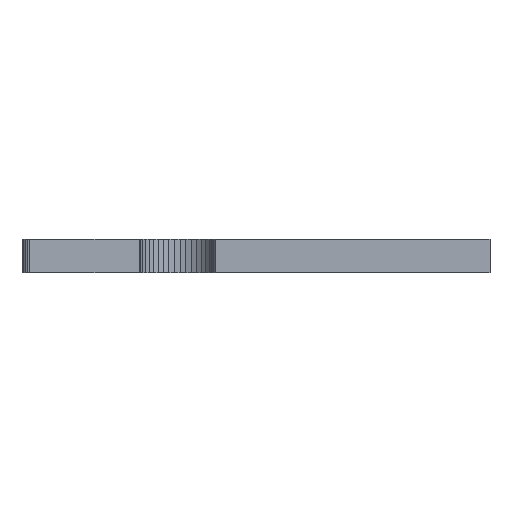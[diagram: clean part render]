
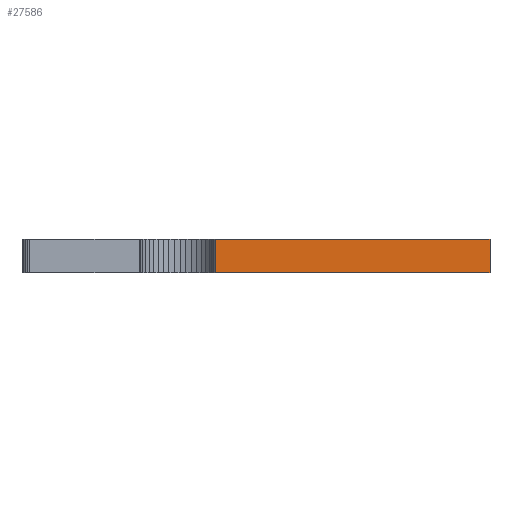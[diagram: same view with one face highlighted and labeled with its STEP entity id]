
A CAD part, left-side view. The second image highlights one B-rep face of the part: STEP entity #27586.
In plain terms, the highlighted planar face has unit normal (-1, 0, 0).
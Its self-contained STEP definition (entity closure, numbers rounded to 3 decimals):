
#83 = PLANE('',#84);
#84 = AXIS2_PLACEMENT_3D('',#85,#86,#87);
#85 = CARTESIAN_POINT('',(22.863,4.909,1.6));
#86 = DIRECTION('',(-0.,-0.,-1.));
#87 = DIRECTION('',(-1.,0.,0.));
#137 = PLANE('',#138);
#138 = AXIS2_PLACEMENT_3D('',#139,#140,#141);
#139 = CARTESIAN_POINT('',(22.863,4.909,0.));
#140 = DIRECTION('',(-0.,-0.,-1.));
#141 = DIRECTION('',(-1.,0.,0.));
#2430 = VERTEX_POINT('',#2431);
#2431 = CARTESIAN_POINT('',(13.198,-6.901,0.));
#2445 = PLANE('',#2446);
#2446 = AXIS2_PLACEMENT_3D('',#2447,#2448,#2449);
#2447 = CARTESIAN_POINT('',(21.392,-6.901,0.));
#2448 = DIRECTION('',(0.,-1.,0.));
#2449 = DIRECTION('',(-1.,0.,0.));
#2457 = EDGE_CURVE('',#2430,#2458,#2460,.T.);
#2458 = VERTEX_POINT('',#2459);
#2459 = CARTESIAN_POINT('',(13.198,6.35,0.));
#2460 = SURFACE_CURVE('',#2461,(#2465,#2472),.PCURVE_S1.);
#2461 = LINE('',#2462,#2463);
#2462 = CARTESIAN_POINT('',(13.198,-6.901,0.));
#2463 = VECTOR('',#2464,1.);
#2464 = DIRECTION('',(0.,1.,0.));
#2465 = PCURVE('',#137,#2466);
#2466 = DEFINITIONAL_REPRESENTATION('',(#2467),#2471);
#2467 = LINE('',#2468,#2469);
#2468 = CARTESIAN_POINT('',(9.665,-11.809));
#2469 = VECTOR('',#2470,1.);
#2470 = DIRECTION('',(0.,1.));
#2471 = ( GEOMETRIC_REPRESENTATION_CONTEXT(2) 
PARAMETRIC_REPRESENTATION_CONTEXT() REPRESENTATION_CONTEXT('2D SPACE',''
  ) );
#2472 = PCURVE('',#2473,#2478);
#2473 = PLANE('',#2474);
#2474 = AXIS2_PLACEMENT_3D('',#2475,#2476,#2477);
#2475 = CARTESIAN_POINT('',(13.198,-6.901,0.));
#2476 = DIRECTION('',(-1.,0.,0.));
#2477 = DIRECTION('',(0.,1.,0.));
#2478 = DEFINITIONAL_REPRESENTATION('',(#2479),#2483);
#2479 = LINE('',#2480,#2481);
#2480 = CARTESIAN_POINT('',(0.,0.));
#2481 = VECTOR('',#2482,1.);
#2482 = DIRECTION('',(1.,0.));
#2483 = ( GEOMETRIC_REPRESENTATION_CONTEXT(2) 
PARAMETRIC_REPRESENTATION_CONTEXT() REPRESENTATION_CONTEXT('2D SPACE',''
  ) );
#2501 = PLANE('',#2502);
#2502 = AXIS2_PLACEMENT_3D('',#2503,#2504,#2505);
#2503 = CARTESIAN_POINT('',(13.198,6.35,0.));
#2504 = DIRECTION('',(-0.075,0.997,0.));
#2505 = DIRECTION('',(0.997,0.075,0.));
#16197 = VERTEX_POINT('',#16198);
#16198 = CARTESIAN_POINT('',(13.198,-6.901,1.6));
#16219 = EDGE_CURVE('',#16197,#16220,#16222,.T.);
#16220 = VERTEX_POINT('',#16221);
#16221 = CARTESIAN_POINT('',(13.198,6.35,1.6));
#16222 = SURFACE_CURVE('',#16223,(#16227,#16234),.PCURVE_S1.);
#16223 = LINE('',#16224,#16225);
#16224 = CARTESIAN_POINT('',(13.198,-6.901,1.6));
#16225 = VECTOR('',#16226,1.);
#16226 = DIRECTION('',(0.,1.,0.));
#16227 = PCURVE('',#83,#16228);
#16228 = DEFINITIONAL_REPRESENTATION('',(#16229),#16233);
#16229 = LINE('',#16230,#16231);
#16230 = CARTESIAN_POINT('',(9.665,-11.809));
#16231 = VECTOR('',#16232,1.);
#16232 = DIRECTION('',(0.,1.));
#16233 = ( GEOMETRIC_REPRESENTATION_CONTEXT(2) 
PARAMETRIC_REPRESENTATION_CONTEXT() REPRESENTATION_CONTEXT('2D SPACE',''
  ) );
#16234 = PCURVE('',#2473,#16235);
#16235 = DEFINITIONAL_REPRESENTATION('',(#16236),#16240);
#16236 = LINE('',#16237,#16238);
#16237 = CARTESIAN_POINT('',(0.,-1.6));
#16238 = VECTOR('',#16239,1.);
#16239 = DIRECTION('',(1.,0.));
#16240 = ( GEOMETRIC_REPRESENTATION_CONTEXT(2) 
PARAMETRIC_REPRESENTATION_CONTEXT() REPRESENTATION_CONTEXT('2D SPACE',''
  ) );
#27536 = EDGE_CURVE('',#2458,#16220,#27537,.T.);
#27537 = SURFACE_CURVE('',#27538,(#27542,#27549),.PCURVE_S1.);
#27538 = LINE('',#27539,#27540);
#27539 = CARTESIAN_POINT('',(13.198,6.35,0.));
#27540 = VECTOR('',#27541,1.);
#27541 = DIRECTION('',(0.,0.,1.));
#27542 = PCURVE('',#2501,#27543);
#27543 = DEFINITIONAL_REPRESENTATION('',(#27544),#27548);
#27544 = LINE('',#27545,#27546);
#27545 = CARTESIAN_POINT('',(0.,0.));
#27546 = VECTOR('',#27547,1.);
#27547 = DIRECTION('',(0.,-1.));
#27548 = ( GEOMETRIC_REPRESENTATION_CONTEXT(2) 
PARAMETRIC_REPRESENTATION_CONTEXT() REPRESENTATION_CONTEXT('2D SPACE',''
  ) );
#27549 = PCURVE('',#2473,#27550);
#27550 = DEFINITIONAL_REPRESENTATION('',(#27551),#27555);
#27551 = LINE('',#27552,#27553);
#27552 = CARTESIAN_POINT('',(13.25,0.));
#27553 = VECTOR('',#27554,1.);
#27554 = DIRECTION('',(0.,-1.));
#27555 = ( GEOMETRIC_REPRESENTATION_CONTEXT(2) 
PARAMETRIC_REPRESENTATION_CONTEXT() REPRESENTATION_CONTEXT('2D SPACE',''
  ) );
#27586 = ADVANCED_FACE('',(#27587),#2473,.T.);
#27587 = FACE_BOUND('',#27588,.T.);
#27588 = EDGE_LOOP('',(#27589,#27610,#27611,#27612));
#27589 = ORIENTED_EDGE('',*,*,#27590,.T.);
#27590 = EDGE_CURVE('',#2430,#16197,#27591,.T.);
#27591 = SURFACE_CURVE('',#27592,(#27596,#27603),.PCURVE_S1.);
#27592 = LINE('',#27593,#27594);
#27593 = CARTESIAN_POINT('',(13.198,-6.901,0.));
#27594 = VECTOR('',#27595,1.);
#27595 = DIRECTION('',(0.,0.,1.));
#27596 = PCURVE('',#2473,#27597);
#27597 = DEFINITIONAL_REPRESENTATION('',(#27598),#27602);
#27598 = LINE('',#27599,#27600);
#27599 = CARTESIAN_POINT('',(0.,0.));
#27600 = VECTOR('',#27601,1.);
#27601 = DIRECTION('',(0.,-1.));
#27602 = ( GEOMETRIC_REPRESENTATION_CONTEXT(2) 
PARAMETRIC_REPRESENTATION_CONTEXT() REPRESENTATION_CONTEXT('2D SPACE',''
  ) );
#27603 = PCURVE('',#2445,#27604);
#27604 = DEFINITIONAL_REPRESENTATION('',(#27605),#27609);
#27605 = LINE('',#27606,#27607);
#27606 = CARTESIAN_POINT('',(8.194,0.));
#27607 = VECTOR('',#27608,1.);
#27608 = DIRECTION('',(0.,-1.));
#27609 = ( GEOMETRIC_REPRESENTATION_CONTEXT(2) 
PARAMETRIC_REPRESENTATION_CONTEXT() REPRESENTATION_CONTEXT('2D SPACE',''
  ) );
#27610 = ORIENTED_EDGE('',*,*,#16219,.T.);
#27611 = ORIENTED_EDGE('',*,*,#27536,.F.);
#27612 = ORIENTED_EDGE('',*,*,#2457,.F.);
